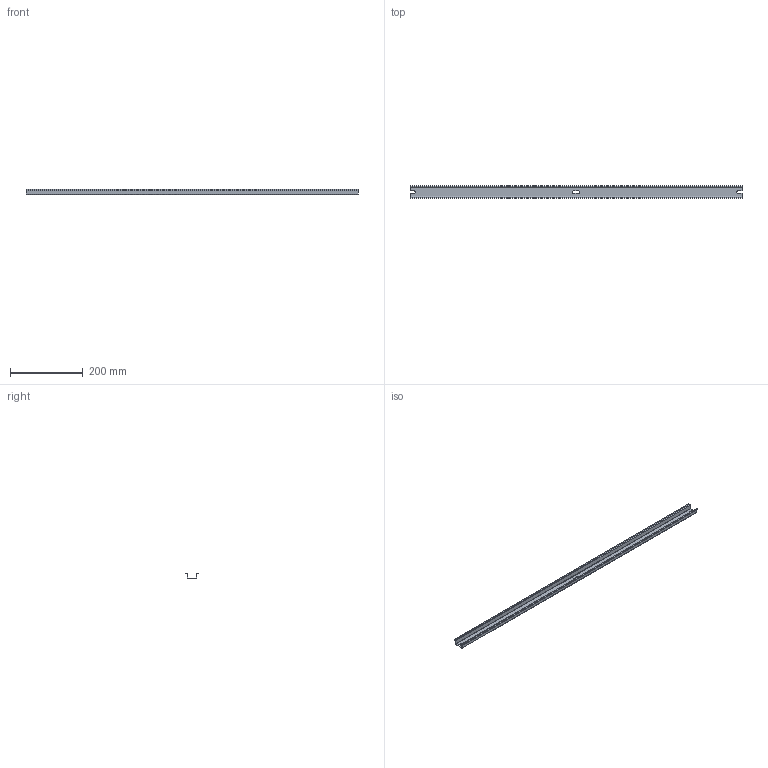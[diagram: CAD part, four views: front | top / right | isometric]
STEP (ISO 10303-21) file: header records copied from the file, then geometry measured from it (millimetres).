
FILE_DESCRIPTION(('CATIA V5R22 STEP214','CAx-IF Rec.Pracs.--- Model Styling and Organization---1.4--- 2014-01-23'),'2;1');
FILE_NAME ('1331434-5_0_8000073139_8000073139 TS35X15 ST KTB 9874 VER-C.stp','2021-02-01T13:24:02+00:00',('none'),('Weidmueller'),'CATIA Version 5-6 Release 2016 SP3 HF44','CATIA V5 STEP AP214','none');
FILE_SCHEMA(('AUTOMOTIVE_DESIGN { 1 0 10303 214 1 1 1 1 }'));
Length unit declared in the file: millimetre
Products named in the file (1): 8000073139 TS35X15 ST KTB 9874 VER-C
Bounding box: 912 x 35 x 15 mm (x, y, z)
Volume: 81883.4 mm3; surface area: 111568.7 mm2
Topology: 1 solids, 1 shells, 34 faces, 96 edges, 64 vertices
Faces by surface type: plane 22, cylinder 12
Entity records: 1177 total; most frequent: CARTESIAN_POINT 202, ORIENTED_EDGE 192, DIRECTION 178, EDGE_CURVE 96, VECTOR 72, LINE 72, AXIS2_PLACEMENT_3D 66, VERTEX_POINT 64
